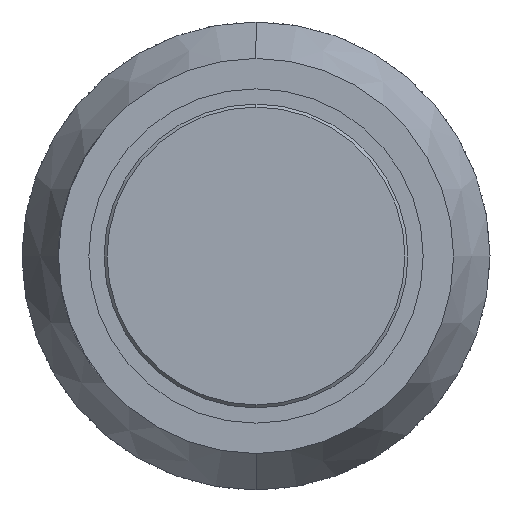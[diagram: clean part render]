
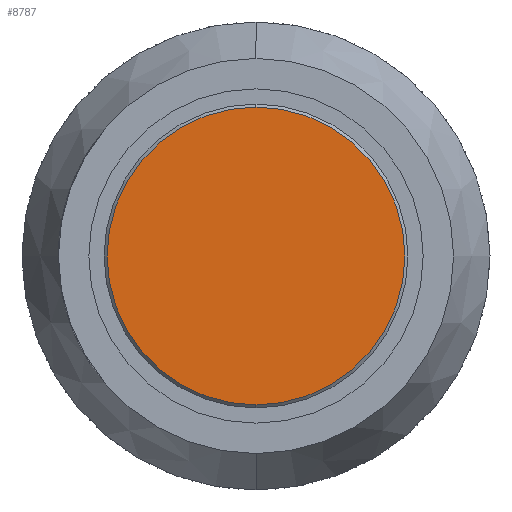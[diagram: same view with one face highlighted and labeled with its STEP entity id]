
A CAD part, left-side view. The second image highlights one B-rep face of the part: STEP entity #8787.
In plain terms, the highlighted planar face has unit normal (-1, 0, 0).
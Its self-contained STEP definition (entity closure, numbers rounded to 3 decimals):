
#1860 = CARTESIAN_POINT ( 'NONE',  ( -4.236, 0., 49. ) ) ;
#3260 = CARTESIAN_POINT ( 'NONE',  ( -4.236, 0., -49. ) ) ;
#4738 = CARTESIAN_POINT ( 'NONE',  ( -4.236, 0., 0. ) ) ;
#5133 = DIRECTION ( 'NONE',  ( 0., 0., 1. ) ) ;
#8787 = ADVANCED_FACE ( 'Defeature ausgef�hrt1_9', ( #20720 ), #55017, .T. ) ;
#15154 = CIRCLE ( 'NONE', #42007, 49. ) ;
#16613 = VERTEX_POINT ( 'NONE', #3260 ) ;
#18225 = CARTESIAN_POINT ( 'NONE',  ( -4.236, 0., 0. ) ) ;
#18842 = CARTESIAN_POINT ( 'NONE',  ( -4.236, 38.5, 0. ) ) ;
#20720 = FACE_OUTER_BOUND ( 'NONE', #44658, .T. ) ;
#21574 = ORIENTED_EDGE ( 'NONE', *, *, #38360, .T. ) ;
#33018 = DIRECTION ( 'NONE',  ( 0., 0., 1. ) ) ;
#36048 = AXIS2_PLACEMENT_3D ( 'NONE', #18225, #58818, #50192 ) ;
#38360 = EDGE_CURVE ( 'Defeature ausgef�hrt1_9+Defeature ausgef�hrt1_15+Defeature ausgef�hrt1_15+Defeature ausgef�hrt1_15', #56546, #16613, #44296, .T. ) ;
#42007 = AXIS2_PLACEMENT_3D ( 'NONE', #4738, #45936, #5133 ) ;
#44296 = CIRCLE ( 'NONE', #36048, 49. ) ;
#44658 = EDGE_LOOP ( 'NONE', ( #51656, #21574 ) ) ;
#45936 = DIRECTION ( 'NONE',  ( -1., 0., 0. ) ) ;
#50192 = DIRECTION ( 'NONE',  ( 0., 0., 1. ) ) ;
#50796 = DIRECTION ( 'NONE',  ( -1., 0., 0. ) ) ;
#50932 = EDGE_CURVE ( 'Defeature ausgef�hrt1_9+Defeature ausgef�hrt1_15+Defeature ausgef�hrt1_15+Defeature ausgef�hrt1_15', #16613, #56546, #15154, .T. ) ;
#51656 = ORIENTED_EDGE ( 'NONE', *, *, #50932, .T. ) ;
#55017 = PLANE ( 'NONE',  #58022 ) ;
#56546 = VERTEX_POINT ( 'NONE', #1860 ) ;
#58022 = AXIS2_PLACEMENT_3D ( 'NONE', #18842, #50796, #33018 ) ;
#58818 = DIRECTION ( 'NONE',  ( -1., 0., 0. ) ) ;
